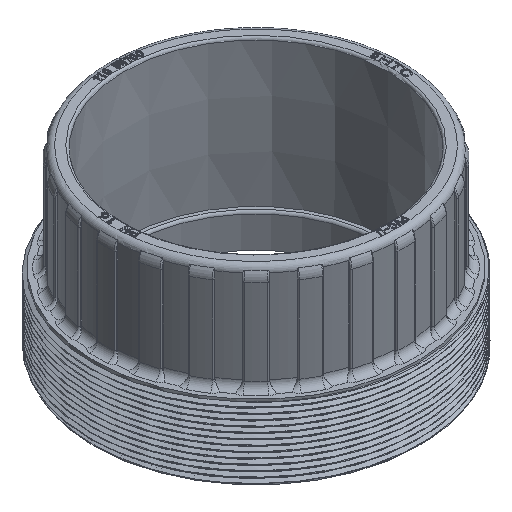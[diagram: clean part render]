
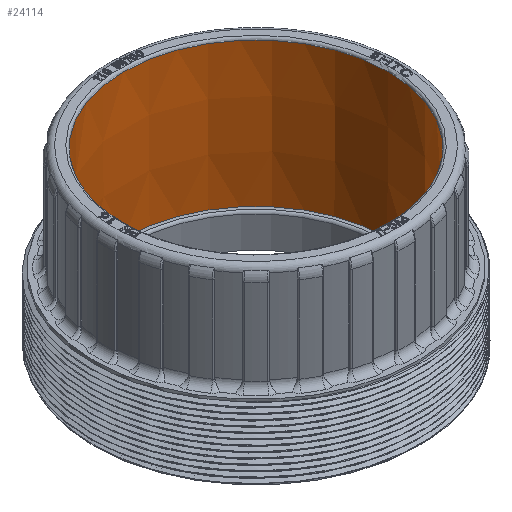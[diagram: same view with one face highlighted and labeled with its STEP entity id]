
A CAD part, isometric view. The second image highlights one B-rep face of the part: STEP entity #24114.
In plain terms, the highlighted conical face has half-angle 0.376 degrees and reference radius 54.9 mm.
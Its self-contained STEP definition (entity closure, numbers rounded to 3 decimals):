
#26=CONICAL_SURFACE('',#25829,54.9,0.007);
#1529=FACE_OUTER_BOUND('',#2869,.T.);
#2869=EDGE_LOOP('',(#18240,#18241,#18242,#18243));
#4284=CIRCLE('',#25824,55.293);
#4289=CIRCLE('',#25830,54.9);
#5454=LINE('',#55584,#8295);
#8295=VECTOR('',#29049,54.9);
#11477=VERTEX_POINT('',#55575);
#11478=VERTEX_POINT('',#55582);
#14090=EDGE_CURVE('',#11477,#11477,#4284,.T.);
#14095=EDGE_CURVE('',#11478,#11478,#4289,.T.);
#14096=EDGE_CURVE('',#11478,#11477,#5454,.T.);
#18240=ORIENTED_EDGE('',*,*,#14095,.T.);
#18241=ORIENTED_EDGE('',*,*,#14096,.T.);
#18242=ORIENTED_EDGE('',*,*,#14090,.T.);
#18243=ORIENTED_EDGE('',*,*,#14096,.F.);
#24114=ADVANCED_FACE('',(#1529),#26,.F.);
#25824=AXIS2_PLACEMENT_3D('',#55576,#29035,#29036);
#25829=AXIS2_PLACEMENT_3D('',#55581,#29045,#29046);
#25830=AXIS2_PLACEMENT_3D('',#55583,#29047,#29048);
#29035=DIRECTION('center_axis',(0.,0.,1.));
#29036=DIRECTION('ref_axis',(-1.,0.,0.));
#29045=DIRECTION('center_axis',(0.,0.,1.));
#29046=DIRECTION('ref_axis',(-1.,0.,0.));
#29047=DIRECTION('center_axis',(0.,0.,-1.));
#29048=DIRECTION('ref_axis',(-1.,0.,0.));
#29049=DIRECTION('',(0.007,0.,1.));
#55575=CARTESIAN_POINT('',(55.293,0.,74.207));
#55576=CARTESIAN_POINT('Origin',(0.,0.,74.207));
#55581=CARTESIAN_POINT('Origin',(0.,0.,14.2));
#55582=CARTESIAN_POINT('',(54.9,0.,14.2));
#55583=CARTESIAN_POINT('Origin',(0.,0.,14.2));
#55584=CARTESIAN_POINT('',(54.9,0.,14.2));
